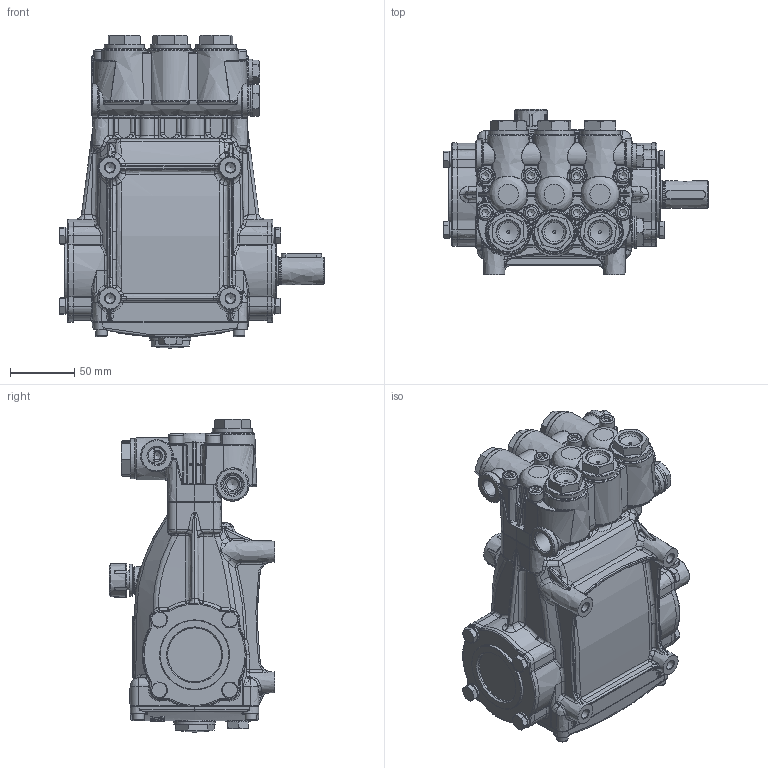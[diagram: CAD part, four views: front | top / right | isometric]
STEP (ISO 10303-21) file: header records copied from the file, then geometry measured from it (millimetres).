
FILE_DESCRIPTION(('FreeCAD Model'),'2;1');
FILE_NAME('Open CASCADE Shape Model','2025-05-07T21:14:42',('FreeCAD'),( 'FreeCAD'),'Open CASCADE STEP processor 7.6','FreeCAD','Unknown');
FILE_SCHEMA(('AUTOMOTIVE_DESIGN { 1 0 10303 214 1 1 1 1 }'));
Products named in the file (1): Open CASCADE STEP translator 7.6 1
Bounding box: 206.2 x 129.04 x 244.24 mm (x, y, z)
Volume: 5293 mm3; surface area: 208717.5 mm2
Topology: 32 solids, 33 shells, 2768 faces, 6742 edges, 4005 vertices
Faces by surface type: bspline 2768
Entity records: 114093 total; most frequent: CARTESIAN_POINT 76499, ORIENTED_EDGE 13192, EDGE_CURVE 6596, VERTEX_POINT 4001, B_SPLINE_CURVE_WITH_KNOTS 3611, FACE_BOUND 2923, EDGE_LOOP 2923, ADVANCED_FACE 2767
